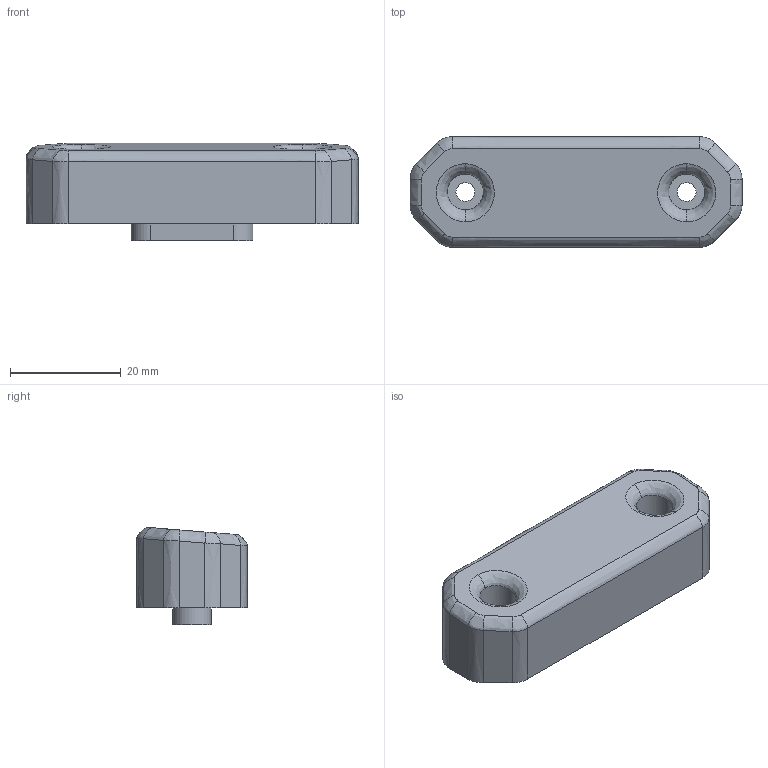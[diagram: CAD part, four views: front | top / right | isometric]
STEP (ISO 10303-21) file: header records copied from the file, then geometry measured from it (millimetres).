
FILE_DESCRIPTION (( 'STEP AP214' ), '1' );
FILE_NAME ('Top Right Foot.STEP', '2025-06-13T00:50:56', ( '' ), ( '' ), 'SwSTEP 2.0', 'SolidWorks 2024', '' );
FILE_SCHEMA (( 'AUTOMOTIVE_DESIGN' ));
Length unit declared in the file: millimetre
Products named in the file (1): Top Right Foot
Bounding box: 60 x 20 x 17.56 mm (x, y, z)
Volume: 15206.9 mm3; surface area: 4645 mm2
Topology: 1 solids, 1 shells, 54 faces, 131 edges, 82 vertices
Faces by surface type: bspline 28, plane 15, cylinder 11
Entity records: 3198 total; most frequent: CARTESIAN_POINT 2198, ORIENTED_EDGE 262, EDGE_CURVE 131, DIRECTION 115, VERTEX_POINT 82, B_SPLINE_CURVE_WITH_KNOTS 68, EDGE_LOOP 61, ADVANCED_FACE 54
